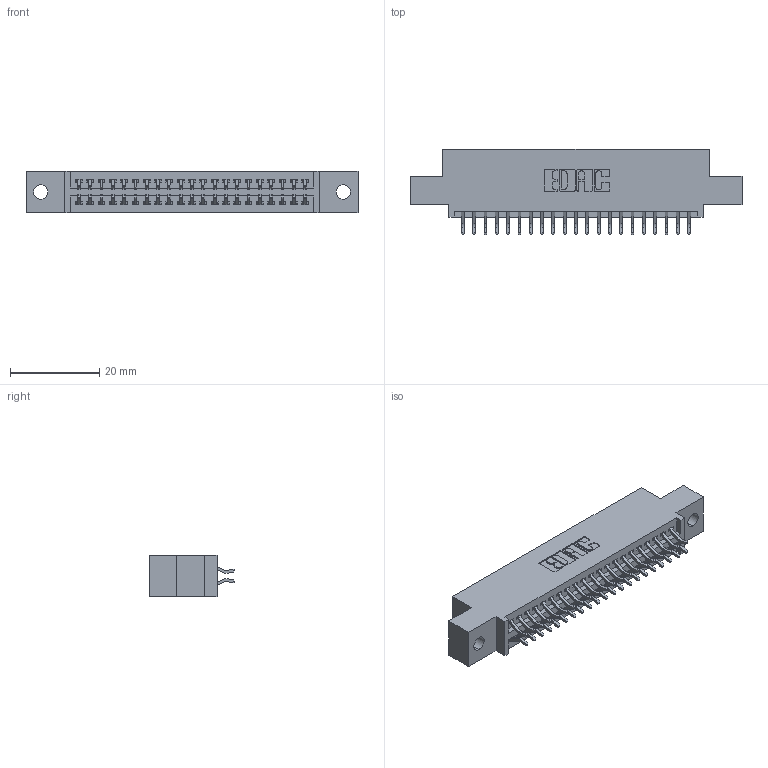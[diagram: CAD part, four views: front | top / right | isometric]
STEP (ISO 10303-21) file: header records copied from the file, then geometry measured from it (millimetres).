
FILE_DESCRIPTION (( 'STEP AP203' ), '1' );
FILE_NAME ('345-042-556-502.STEP', '2018-09-07T23:43:01', ( '' ), ( '' ), 'SwSTEP 2.0', 'SolidWorks 2016', '' );
FILE_SCHEMA (( 'CONFIG_CONTROL_DESIGN' ));
Length unit declared in the file: inch
Products named in the file (3): 345 Part_0.110 Offset - 0.128 Dia; 345-292-001_556 Tail; 345-042-556-502
Assembly tree (43 placements, depth 2):
  345-042-556-502
    345 Part_0.110 Offset - 0.128 Dia
    345-292-001_556 Tail  x42
Bounding box: 74.55 x 19.24 x 9.4 mm (x, y, z)
Volume: 6935.1 mm3; surface area: 9627.9 mm2
Topology: 43 solids, 43 shells, 2482 faces, 7367 edges, 4854 vertices
Faces by surface type: plane 1638, cylinder 844
Entity records: 19659 total; most frequent: CARTESIAN_POINT 3332, ORIENTED_EDGE 3254, DIRECTION 2951, EDGE_CURVE 1627, VECTOR 1403, LINE 1403, VERTEX_POINT 1082, AXIS2_PLACEMENT_3D 774
